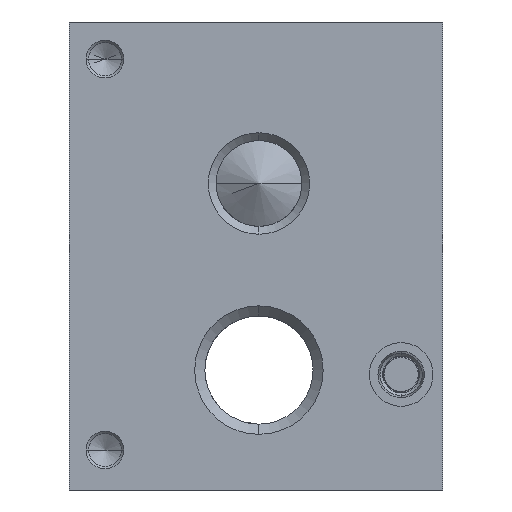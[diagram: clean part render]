
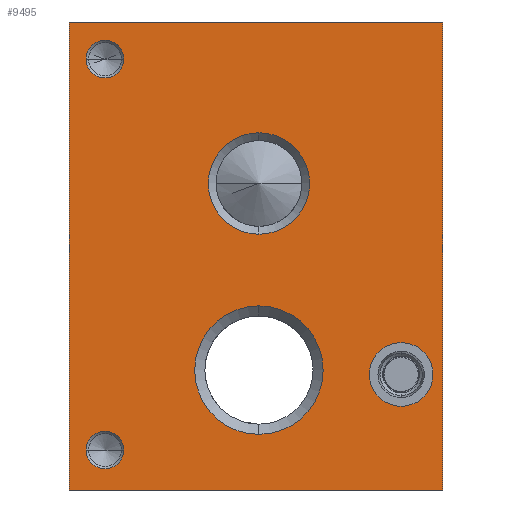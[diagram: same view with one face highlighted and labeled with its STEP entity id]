
A CAD part, front view. The second image highlights one B-rep face of the part: STEP entity #9495.
In plain terms, the highlighted planar face has unit normal (0, -1, 0).
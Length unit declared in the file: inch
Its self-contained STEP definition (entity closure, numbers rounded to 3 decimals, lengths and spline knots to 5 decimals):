
#5=DIRECTION('',(1.,0.,0.));
#6=VECTOR('',#5,3.938);
#7=CARTESIAN_POINT('',(0.,-16.25,0.));
#8=LINE('',#7,#6);
#95=DIRECTION('',(0.,0.,1.));
#96=VECTOR('',#95,4.938);
#97=CARTESIAN_POINT('',(3.938,-16.25,0.));
#98=LINE('',#97,#96);
#599=DIRECTION('',(0.,0.,1.));
#600=VECTOR('',#599,4.938);
#601=CARTESIAN_POINT('',(0.,-16.25,0.));
#602=LINE('',#601,#600);
#603=CARTESIAN_POINT('',(0.375,-16.25,0.422));
#604=DIRECTION('',(0.,1.,0.));
#605=DIRECTION('',(-1.,0.,0.));
#606=AXIS2_PLACEMENT_3D('',#603,#604,#605);
#608=CARTESIAN_POINT('',(0.375,-16.25,0.422));
#609=DIRECTION('',(0.,1.,0.));
#610=DIRECTION('',(1.,0.,0.));
#611=AXIS2_PLACEMENT_3D('',#608,#609,#610);
#613=CARTESIAN_POINT('',(0.375,-16.25,4.546));
#614=DIRECTION('',(0.,1.,0.));
#615=DIRECTION('',(-1.,0.,0.));
#616=AXIS2_PLACEMENT_3D('',#613,#614,#615);
#618=CARTESIAN_POINT('',(0.375,-16.25,4.546));
#619=DIRECTION('',(0.,1.,0.));
#620=DIRECTION('',(1.,0.,0.));
#621=AXIS2_PLACEMENT_3D('',#618,#619,#620);
#623=CARTESIAN_POINT('',(2.,-16.25,1.265));
#624=DIRECTION('',(0.,1.,0.));
#625=DIRECTION('',(0.,0.,-1.));
#626=AXIS2_PLACEMENT_3D('',#623,#624,#625);
#628=CARTESIAN_POINT('',(2.,-16.25,1.265));
#629=DIRECTION('',(0.,1.,0.));
#630=DIRECTION('',(0.,0.,1.));
#631=AXIS2_PLACEMENT_3D('',#628,#629,#630);
#633=CARTESIAN_POINT('',(2.,-16.25,3.234));
#634=DIRECTION('',(0.,1.,0.));
#635=DIRECTION('',(0.,0.,-1.));
#636=AXIS2_PLACEMENT_3D('',#633,#634,#635);
#638=CARTESIAN_POINT('',(2.,-16.25,3.234));
#639=DIRECTION('',(0.,1.,0.));
#640=DIRECTION('',(0.,0.,1.));
#641=AXIS2_PLACEMENT_3D('',#638,#639,#640);
#643=CARTESIAN_POINT('',(3.5,-16.25,1.219));
#644=DIRECTION('',(0.,1.,0.));
#645=DIRECTION('',(0.,0.,-1.));
#646=AXIS2_PLACEMENT_3D('',#643,#644,#645);
#648=CARTESIAN_POINT('',(3.5,-16.25,1.219));
#649=DIRECTION('',(0.,1.,0.));
#650=DIRECTION('',(0.,0.,1.));
#651=AXIS2_PLACEMENT_3D('',#648,#649,#650);
#665=DIRECTION('',(1.,0.,0.));
#666=VECTOR('',#665,3.938);
#667=CARTESIAN_POINT('',(0.,-16.25,4.938));
#668=LINE('',#667,#666);
#7733=CARTESIAN_POINT('',(0.,-16.25,0.));
#7735=VERTEX_POINT('',#7733);
#7736=CARTESIAN_POINT('',(3.938,-16.25,0.));
#7737=VERTEX_POINT('',#7736);
#7741=CARTESIAN_POINT('',(0.,-16.25,4.938));
#7743=VERTEX_POINT('',#7741);
#7744=CARTESIAN_POINT('',(3.938,-16.25,4.938));
#7745=VERTEX_POINT('',#7744);
#8734=CARTESIAN_POINT('',(0.1765,-16.25,0.422));
#8736=VERTEX_POINT('',#8734);
#8738=CARTESIAN_POINT('',(0.5735,-16.25,0.422));
#8740=VERTEX_POINT('',#8738);
#8748=CARTESIAN_POINT('',(0.1765,-16.25,4.546));
#8750=VERTEX_POINT('',#8748);
#8752=CARTESIAN_POINT('',(0.5735,-16.25,4.546));
#8754=VERTEX_POINT('',#8752);
#8760=CARTESIAN_POINT('',(2.,-16.25,1.9425));
#8761=VERTEX_POINT('',#8760);
#8762=CARTESIAN_POINT('',(2.,-16.25,0.5875));
#8763=VERTEX_POINT('',#8762);
#8788=CARTESIAN_POINT('',(2.,-16.25,3.769));
#8789=VERTEX_POINT('',#8788);
#8790=CARTESIAN_POINT('',(2.,-16.25,2.699));
#8791=VERTEX_POINT('',#8790);
#8830=CARTESIAN_POINT('',(3.5,-16.25,0.883));
#8831=CARTESIAN_POINT('',(3.5,-16.25,1.555));
#8832=VERTEX_POINT('',#8830);
#8833=VERTEX_POINT('',#8831);
#9453=CARTESIAN_POINT('',(0.,-16.25,0.));
#9454=DIRECTION('',(0.,-1.,0.));
#9455=DIRECTION('',(1.,0.,0.));
#9456=AXIS2_PLACEMENT_3D('',#9453,#9454,#9455);
#9457=PLANE('',#9456);
#9458=ORIENTED_EDGE('',*,*,#9059,.F.);
#9459=ORIENTED_EDGE('',*,*,#9090,.T.);
#9461=ORIENTED_EDGE('',*,*,#9460,.T.);
#9462=ORIENTED_EDGE('',*,*,#9145,.F.);
#9463=EDGE_LOOP('',(#9458,#9459,#9461,#9462));
#9464=FACE_OUTER_BOUND('',#9463,.F.);
#9466=ORIENTED_EDGE('',*,*,#9465,.F.);
#9468=ORIENTED_EDGE('',*,*,#9467,.F.);
#9469=EDGE_LOOP('',(#9466,#9468));
#9470=FACE_BOUND('',#9469,.F.);
#9472=ORIENTED_EDGE('',*,*,#9471,.F.);
#9474=ORIENTED_EDGE('',*,*,#9473,.F.);
#9475=EDGE_LOOP('',(#9472,#9474));
#9476=FACE_BOUND('',#9475,.F.);
#9478=ORIENTED_EDGE('',*,*,#9477,.F.);
#9480=ORIENTED_EDGE('',*,*,#9479,.F.);
#9481=EDGE_LOOP('',(#9478,#9480));
#9482=FACE_BOUND('',#9481,.F.);
#9484=ORIENTED_EDGE('',*,*,#9483,.F.);
#9486=ORIENTED_EDGE('',*,*,#9485,.F.);
#9487=EDGE_LOOP('',(#9484,#9486));
#9488=FACE_BOUND('',#9487,.F.);
#9490=ORIENTED_EDGE('',*,*,#9489,.F.);
#9492=ORIENTED_EDGE('',*,*,#9491,.F.);
#9493=EDGE_LOOP('',(#9490,#9492));
#9494=FACE_BOUND('',#9493,.F.);
#9495=ADVANCED_FACE('',(#9464,#9470,#9476,#9482,#9488,#9494),#9457,.T.);
#607=CIRCLE('',#606,0.1985);
#612=CIRCLE('',#611,0.1985);
#617=CIRCLE('',#616,0.1985);
#622=CIRCLE('',#621,0.1985);
#627=CIRCLE('',#626,0.6775);
#632=CIRCLE('',#631,0.6775);
#637=CIRCLE('',#636,0.535);
#642=CIRCLE('',#641,0.535);
#647=CIRCLE('',#646,0.336);
#652=CIRCLE('',#651,0.336);
#9059=EDGE_CURVE('',#7735,#7737,#8,.T.);
#9090=EDGE_CURVE('',#7735,#7743,#602,.T.);
#9145=EDGE_CURVE('',#7737,#7745,#98,.T.);
#9460=EDGE_CURVE('',#7743,#7745,#668,.T.);
#9465=EDGE_CURVE('',#8736,#8740,#607,.T.);
#9467=EDGE_CURVE('',#8740,#8736,#612,.T.);
#9471=EDGE_CURVE('',#8750,#8754,#617,.T.);
#9473=EDGE_CURVE('',#8754,#8750,#622,.T.);
#9477=EDGE_CURVE('',#8763,#8761,#627,.T.);
#9479=EDGE_CURVE('',#8761,#8763,#632,.T.);
#9483=EDGE_CURVE('',#8791,#8789,#637,.T.);
#9485=EDGE_CURVE('',#8789,#8791,#642,.T.);
#9489=EDGE_CURVE('',#8832,#8833,#647,.T.);
#9491=EDGE_CURVE('',#8833,#8832,#652,.T.);
